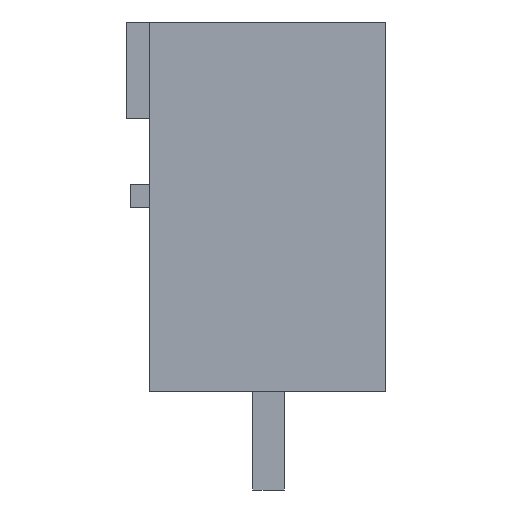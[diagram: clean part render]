
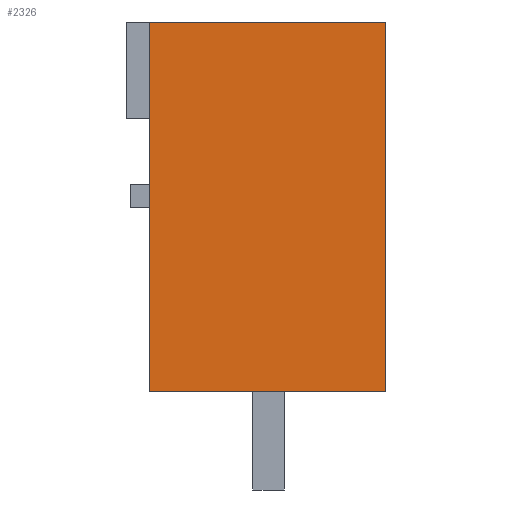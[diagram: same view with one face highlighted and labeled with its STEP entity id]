
A CAD part, left-side view. The second image highlights one B-rep face of the part: STEP entity #2326.
In plain terms, the highlighted planar face has unit normal (-1, 0, 0).
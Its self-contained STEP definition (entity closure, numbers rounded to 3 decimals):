
#2306=AXIS2_PLACEMENT_3D('Plane Axis2P3D',#2303,#2304,#2305) ;
#375=CARTESIAN_POINT('Vertex',(0.,7.68,3.2)) ;
#378=CARTESIAN_POINT('Line Origine',(0.,7.68,9.2)) ;
#382=CARTESIAN_POINT('Vertex',(0.,7.68,15.2)) ;
#2288=CARTESIAN_POINT('Vertex',(0.,0.,3.2)) ;
#2291=CARTESIAN_POINT('Line Origine',(0.,3.84,3.2)) ;
#2303=CARTESIAN_POINT('Axis2P3D Location',(0.,8.43,1.7)) ;
#2308=CARTESIAN_POINT('Line Origine',(0.,3.84,15.2)) ;
#2312=CARTESIAN_POINT('Vertex',(0.,0.,15.2)) ;
#2315=CARTESIAN_POINT('Line Origine',(0.,0.,9.2)) ;
#379=DIRECTION('Vector Direction',(0.,0.,-1.)) ;
#2292=DIRECTION('Vector Direction',(0.,-1.,0.)) ;
#2304=DIRECTION('Axis2P3D Direction',(-1.,0.,0.)) ;
#2305=DIRECTION('Axis2P3D XDirection',(0.,1.,0.)) ;
#2309=DIRECTION('Vector Direction',(0.,1.,0.)) ;
#2316=DIRECTION('Vector Direction',(0.,0.,1.)) ;
#380=VECTOR('Line Direction',#379,1.) ;
#2293=VECTOR('Line Direction',#2292,1.) ;
#2310=VECTOR('Line Direction',#2309,1.) ;
#2317=VECTOR('Line Direction',#2316,1.) ;
#2321=ORIENTED_EDGE('',*,*,#2314,.T.) ;
#2322=ORIENTED_EDGE('',*,*,#384,.T.) ;
#2323=ORIENTED_EDGE('',*,*,#2295,.T.) ;
#2324=ORIENTED_EDGE('',*,*,#2319,.T.) ;
#2326=ADVANCED_FACE('HOUSING',(#2325),#2307,.T.) ;
#384=EDGE_CURVE('',#383,#376,#381,.T.) ;
#2295=EDGE_CURVE('',#376,#2289,#2294,.T.) ;
#2314=EDGE_CURVE('',#2313,#383,#2311,.T.) ;
#2319=EDGE_CURVE('',#2289,#2313,#2318,.T.) ;
#2320=EDGE_LOOP('',(#2321,#2322,#2323,#2324)) ;
#2325=FACE_OUTER_BOUND('',#2320,.T.) ;
#381=LINE('Line',#378,#380) ;
#2294=LINE('Line',#2291,#2293) ;
#2311=LINE('Line',#2308,#2310) ;
#2318=LINE('Line',#2315,#2317) ;
#2307=PLANE('',#2306) ;
#376=VERTEX_POINT('',#375) ;
#383=VERTEX_POINT('',#382) ;
#2289=VERTEX_POINT('',#2288) ;
#2313=VERTEX_POINT('',#2312) ;
